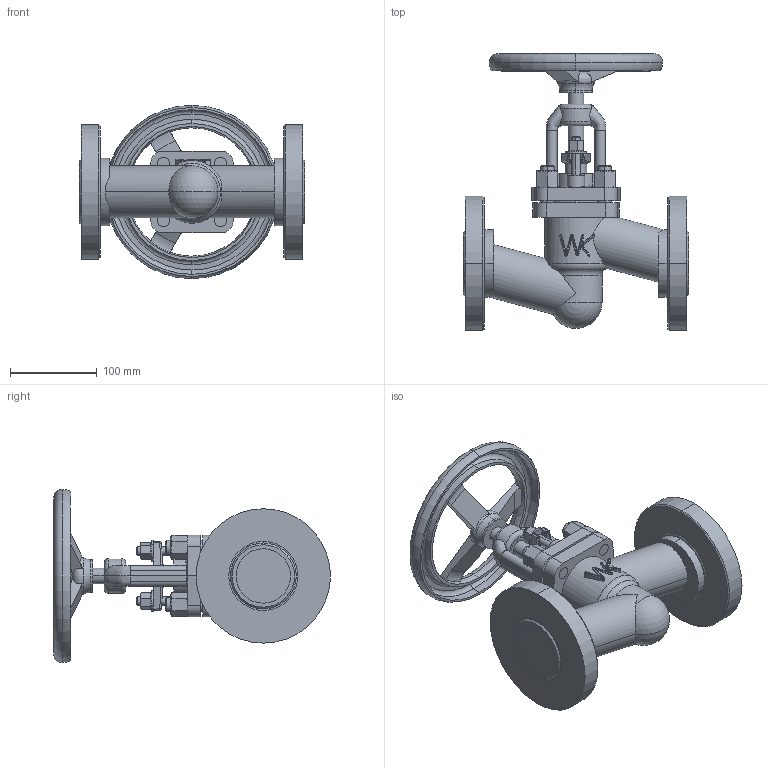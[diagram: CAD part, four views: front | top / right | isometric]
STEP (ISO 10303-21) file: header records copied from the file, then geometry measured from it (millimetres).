
FILE_DESCRIPTION (( 'STEP AP214' ), '1' );
FILE_NAME ('[32] 530 DN32 katalog uproszczony.STEP', '2015-03-17T10:02:23', ( '' ), ( '' ), 'SwSTEP 2.0', 'SolidWorks 2015', '' );
FILE_SCHEMA (( 'AUTOMOTIVE_DESIGN' ));
Length unit declared in the file: millimetre
Products named in the file (1): [32] 530 DN32 katalog uproszczony
Bounding box: 260 x 319.5 x 200 mm (x, y, z)
Volume: 2453703.7 mm3; surface area: 285961.9 mm2
Topology: 1 solids, 1 shells, 548 faces, 1331 edges, 800 vertices
Faces by surface type: plane 198, cylinder 144, cone 107, torus 39, bspline 33, sphere 27
Entity records: 25186 total; most frequent: CARTESIAN_POINT 9362, ORIENTED_EDGE 2620, DIRECTION 2420, EDGE_CURVE 1310, AXIS2_PLACEMENT_3D 1004, VERTEX_POINT 797, EDGE_LOOP 603, FACE_OUTER_BOUND 548
